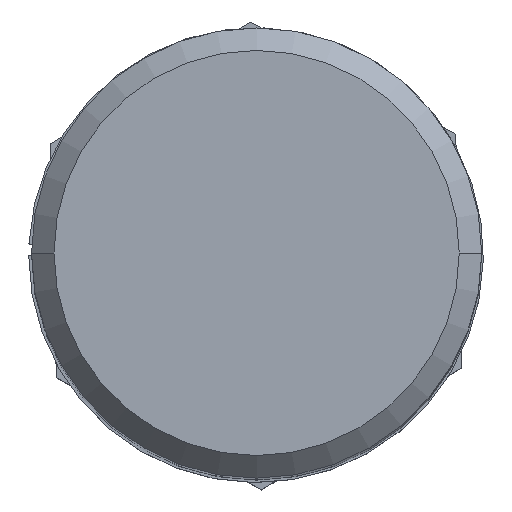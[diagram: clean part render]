
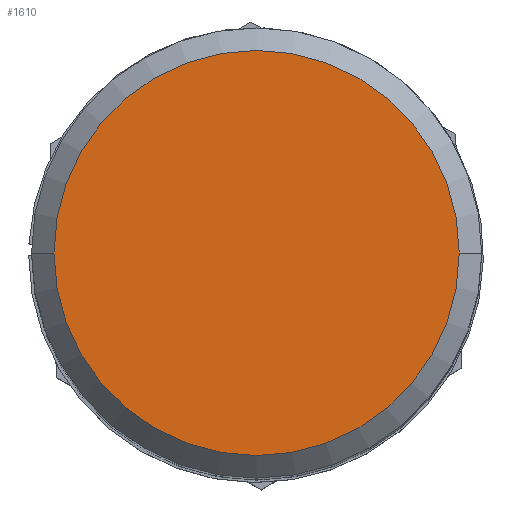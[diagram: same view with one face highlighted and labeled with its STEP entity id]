
A CAD part, top view. The second image highlights one B-rep face of the part: STEP entity #1610.
In plain terms, the highlighted planar face has unit normal (0, 0, 1).
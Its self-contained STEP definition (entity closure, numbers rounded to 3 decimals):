
#51 = AXIS2_PLACEMENT_3D ( 'NONE', #1731, #1028, #89 ) ;
#79 = AXIS2_PLACEMENT_3D ( 'NONE', #1243, #1185, #1919 ) ;
#89 = DIRECTION ( 'NONE',  ( 1., 0., 0. ) ) ;
#282 = ORIENTED_EDGE ( 'NONE', *, *, #555, .T. ) ;
#328 = FACE_OUTER_BOUND ( 'NONE', #660, .T. ) ;
#477 = VERTEX_POINT ( 'NONE', #1776 ) ;
#519 = CARTESIAN_POINT ( 'NONE',  ( 9., 0., 50. ) ) ;
#555 = EDGE_CURVE ( 'NONE', #1116, #477, #2122, .T. ) ;
#658 = DIRECTION ( 'NONE',  ( 0., 0., 1. ) ) ;
#660 = EDGE_LOOP ( 'NONE', ( #1376, #282 ) ) ;
#804 = AXIS2_PLACEMENT_3D ( 'NONE', #1982, #658, #1602 ) ;
#1028 = DIRECTION ( 'NONE',  ( 0., 0., 1. ) ) ;
#1116 = VERTEX_POINT ( 'NONE', #519 ) ;
#1185 = DIRECTION ( 'NONE',  ( 0., 0., 1. ) ) ;
#1243 = CARTESIAN_POINT ( 'NONE',  ( 0., 0., 50. ) ) ;
#1376 = ORIENTED_EDGE ( 'NONE', *, *, #1751, .T. ) ;
#1591 = PLANE ( 'NONE',  #79 ) ;
#1602 = DIRECTION ( 'NONE',  ( 1., 0., 0. ) ) ;
#1610 = ADVANCED_FACE ( 'NONE', ( #328 ), #1591, .T. ) ;
#1731 = CARTESIAN_POINT ( 'NONE',  ( 0., 0., 50. ) ) ;
#1751 = EDGE_CURVE ( 'NONE', #477, #1116, #1840, .T. ) ;
#1776 = CARTESIAN_POINT ( 'NONE',  ( -9., 0., 50. ) ) ;
#1840 = CIRCLE ( 'NONE', #804, 9. ) ;
#1919 = DIRECTION ( 'NONE',  ( 1., 0., 0. ) ) ;
#1982 = CARTESIAN_POINT ( 'NONE',  ( 0., 0., 50. ) ) ;
#2122 = CIRCLE ( 'NONE', #51, 9. ) ;
